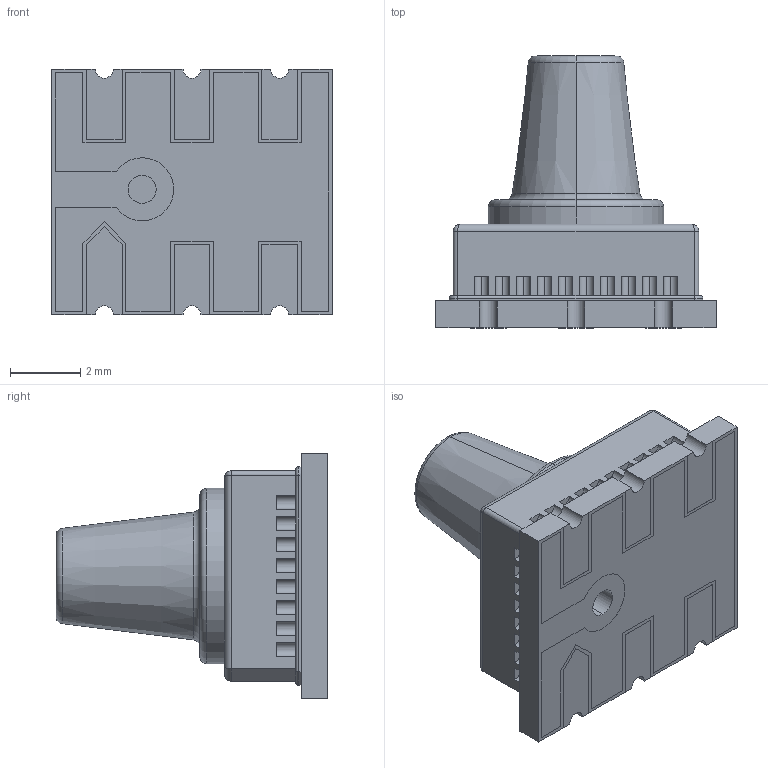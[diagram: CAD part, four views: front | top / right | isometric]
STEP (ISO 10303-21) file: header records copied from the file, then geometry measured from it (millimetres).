
FILE_DESCRIPTION (( 'STEP AP203' ), '1' );
FILE_NAME ('AABP-LN assy.STEP', '2024-08-05T19:27:16', ( '' ), ( '' ), 'SwSTEP 2.0', 'SolidWorks 2019', '' );
FILE_SCHEMA (( 'CONFIG_CONTROL_DESIGN' ));
Length unit declared in the file: millimetre
Products named in the file (4): AS01-01-067 Rev P4; AABP-LN assy; adhesive; Ceramic AABP
Assembly tree (3 placements, depth 2):
  AABP-LN assy
    Ceramic AABP
    AS01-01-067 Rev P4
    adhesive
Bounding box: 8 x 7.75 x 7 mm (x, y, z)
Volume: 117.7 mm3; surface area: 651.4 mm2
Topology: 12 solids, 12 shells, 627 faces, 1692 edges, 1115 vertices
Faces by surface type: plane 310, cylinder 164, bspline 132, cone 12, torus 9
Entity records: 27639 total; most frequent: CARTESIAN_POINT 12089, ORIENTED_EDGE 3378, DIRECTION 2768, EDGE_CURVE 1689, VERTEX_POINT 1115, LINE 1076, VECTOR 1076, AXIS2_PLACEMENT_3D 846
